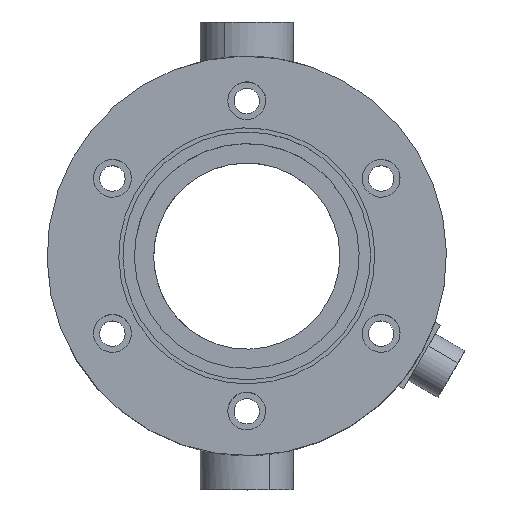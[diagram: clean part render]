
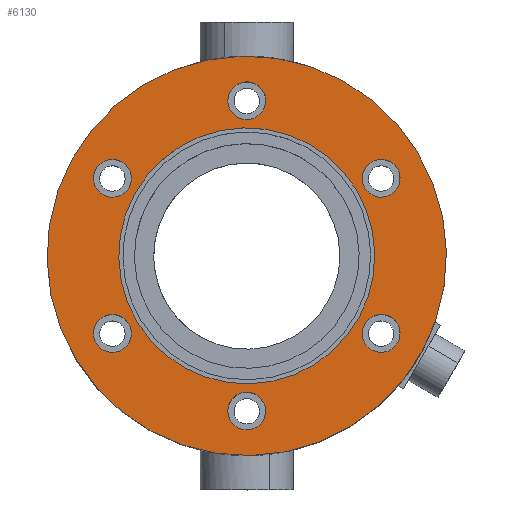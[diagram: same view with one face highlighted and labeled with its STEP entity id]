
A CAD part, top view. The second image highlights one B-rep face of the part: STEP entity #6130.
In plain terms, the highlighted planar face has unit normal (0, 0, 1).
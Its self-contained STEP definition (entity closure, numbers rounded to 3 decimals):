
#3610=CARTESIAN_POINT('',(39.193,71.742,185.8));
#3620=VERTEX_POINT('',#3610);
#3670=CARTESIAN_POINT('',(0.,0.,185.8));
#3680=DIRECTION('',(0.,0.,1.));
#3690=DIRECTION('',(-0.479,-0.878,0.));
#3700=AXIS2_PLACEMENT_3D('',#3670,#3680,#3690);
#3710=CIRCLE('',#3700,81.75);
#3720=CARTESIAN_POINT('',(-39.193,-71.742,185.8));
#3730=VERTEX_POINT('',#3720);
#3740=EDGE_CURVE('',#3620,#3730,#3710,.T.);
#4940=CARTESIAN_POINT('',(0.,81.75,185.8));
#4950=DIRECTION('',(0.,0.,-1.));
#4960=DIRECTION('',(1.,0.,0.));
#4970=AXIS2_PLACEMENT_3D('',#4940,#4950,#4960);
#4980=PLANE('',#4970);
#4990=ORIENTED_EDGE('',*,*,#3740,.T.);
#5000=EDGE_CURVE('',#3730,#3620,#3710,.T.);
#5010=ORIENTED_EDGE('',*,*,#5000,.T.);
#5020=EDGE_LOOP('',(#5010,#4990));
#5030=FACE_OUTER_BOUND('',#5020,.T.);
#5040=CARTESIAN_POINT('',(0.,0.,185.8));
#5050=DIRECTION('',(-0.,0.,-1.));
#5060=DIRECTION('',(-0.479,-0.878,0.));
#5070=AXIS2_PLACEMENT_3D('',#5040,#5050,#5060);
#5080=CIRCLE('',#5070,52.4);
#5090=CARTESIAN_POINT('',(-25.122,-45.985,185.8));
#5100=VERTEX_POINT('',#5090);
#5110=CARTESIAN_POINT('',(25.122,45.985,185.8));
#5120=VERTEX_POINT('',#5110);
#5130=EDGE_CURVE('',#5100,#5120,#5080,.T.);
#5140=ORIENTED_EDGE('',*,*,#5130,.T.);
#5150=EDGE_CURVE('',#5120,#5100,#5080,.T.);
#5160=ORIENTED_EDGE('',*,*,#5150,.T.);
#5170=EDGE_LOOP('',(#5160,#5140));
#5180=FACE_BOUND('',#5170,.T.);
#5190=CARTESIAN_POINT('',(54.993,31.75,185.8));
#5200=DIRECTION('',(-0.,0.,-1.));
#5210=DIRECTION('',(-1.,-0.024,0.));
#5220=AXIS2_PLACEMENT_3D('',#5190,#5200,#5210);
#5230=CIRCLE('',#5220,7.75);
#5240=CARTESIAN_POINT('',(47.245,31.567,185.8));
#5250=VERTEX_POINT('',#5240);
#5260=CARTESIAN_POINT('',(62.74,31.933,185.8));
#5270=VERTEX_POINT('',#5260);
#5280=EDGE_CURVE('',#5250,#5270,#5230,.T.);
#5290=ORIENTED_EDGE('',*,*,#5280,.T.);
#5300=EDGE_CURVE('',#5270,#5250,#5230,.T.);
#5310=ORIENTED_EDGE('',*,*,#5300,.T.);
#5320=EDGE_LOOP('',(#5310,#5290));
#5330=FACE_BOUND('',#5320,.T.);
#5340=CARTESIAN_POINT('',(54.993,-31.75,185.8));
#5350=DIRECTION('',(0.,0.,-1.));
#5360=DIRECTION('',(-0.52,0.854,0.));
#5370=AXIS2_PLACEMENT_3D('',#5340,#5350,#5360);
#5380=CIRCLE('',#5370,7.75);
#5390=CARTESIAN_POINT('',(50.96,-25.132,185.8));
#5400=VERTEX_POINT('',#5390);
#5410=CARTESIAN_POINT('',(59.025,-38.368,185.8));
#5420=VERTEX_POINT('',#5410);
#5430=EDGE_CURVE('',#5400,#5420,#5380,.T.);
#5440=ORIENTED_EDGE('',*,*,#5430,.T.);
#5450=EDGE_CURVE('',#5420,#5400,#5380,.T.);
#5460=ORIENTED_EDGE('',*,*,#5450,.T.);
#5470=EDGE_LOOP('',(#5460,#5440));
#5480=FACE_BOUND('',#5470,.T.);
#5490=CARTESIAN_POINT('',(0.,-63.5,185.8));
#5500=DIRECTION('',(0.,0.,-1.));
#5510=DIRECTION('',(0.479,0.878,0.));
#5520=AXIS2_PLACEMENT_3D('',#5490,#5500,#5510);
#5530=CIRCLE('',#5520,7.75);
#5540=CARTESIAN_POINT('',(3.716,-56.699,185.8));
#5550=VERTEX_POINT('',#5540);
#5560=CARTESIAN_POINT('',(-3.716,-70.301,185.8));
#5570=VERTEX_POINT('',#5560);
#5580=EDGE_CURVE('',#5550,#5570,#5530,.T.);
#5590=ORIENTED_EDGE('',*,*,#5580,.T.);
#5600=EDGE_CURVE('',#5570,#5550,#5530,.T.);
#5610=ORIENTED_EDGE('',*,*,#5600,.T.);
#5620=EDGE_LOOP('',(#5610,#5590));
#5630=FACE_BOUND('',#5620,.T.);
#5640=CARTESIAN_POINT('',(-54.993,-31.75,185.8));
#5650=DIRECTION('',(0.,0.,-1.));
#5660=DIRECTION('',(1.,0.024,0.));
#5670=AXIS2_PLACEMENT_3D('',#5640,#5650,#5660);
#5680=CIRCLE('',#5670,7.75);
#5690=CARTESIAN_POINT('',(-47.245,-31.567,185.8));
#5700=VERTEX_POINT('',#5690);
#5710=CARTESIAN_POINT('',(-62.74,-31.933,185.8));
#5720=VERTEX_POINT('',#5710);
#5730=EDGE_CURVE('',#5700,#5720,#5680,.T.);
#5740=ORIENTED_EDGE('',*,*,#5730,.T.);
#5750=EDGE_CURVE('',#5720,#5700,#5680,.T.);
#5760=ORIENTED_EDGE('',*,*,#5750,.T.);
#5770=EDGE_LOOP('',(#5760,#5740));
#5780=FACE_BOUND('',#5770,.T.);
#5790=CARTESIAN_POINT('',(-54.993,31.75,185.8));
#5800=DIRECTION('',(0.,0.,-1.));
#5810=DIRECTION('',(0.52,-0.854,0.));
#5820=AXIS2_PLACEMENT_3D('',#5790,#5800,#5810);
#5830=CIRCLE('',#5820,7.75);
#5840=CARTESIAN_POINT('',(-50.96,25.132,185.8));
#5850=VERTEX_POINT('',#5840);
#5860=CARTESIAN_POINT('',(-59.025,38.368,185.8));
#5870=VERTEX_POINT('',#5860);
#5880=EDGE_CURVE('',#5850,#5870,#5830,.T.);
#5890=ORIENTED_EDGE('',*,*,#5880,.T.);
#5900=EDGE_CURVE('',#5870,#5850,#5830,.T.);
#5910=ORIENTED_EDGE('',*,*,#5900,.T.);
#5920=EDGE_LOOP('',(#5910,#5890));
#5930=FACE_BOUND('',#5920,.T.);
#5940=CARTESIAN_POINT('',(0.,63.5,185.8));
#5950=DIRECTION('',(-0.,0.,-1.));
#5960=DIRECTION('',(-0.479,-0.878,0.));
#5970=AXIS2_PLACEMENT_3D('',#5940,#5950,#5960);
#5980=CIRCLE('',#5970,7.75);
#5990=CARTESIAN_POINT('',(3.716,70.301,185.8));
#6000=VERTEX_POINT('',#5990);
#6010=CARTESIAN_POINT('',(-3.716,56.699,185.8));
#6020=VERTEX_POINT('',#6010);
#6030=EDGE_CURVE('',#6000,#6020,#5980,.T.);
#6040=ORIENTED_EDGE('',*,*,#6030,.T.);
#6050=CARTESIAN_POINT('',(-7.75,63.5,185.8));
#6060=VERTEX_POINT('',#6050);
#6070=EDGE_CURVE('',#6060,#6000,#5980,.T.);
#6080=ORIENTED_EDGE('',*,*,#6070,.T.);
#6090=EDGE_CURVE('',#6020,#6060,#5980,.T.);
#6100=ORIENTED_EDGE('',*,*,#6090,.T.);
#6110=EDGE_LOOP('',(#6100,#6080,#6040));
#6120=FACE_BOUND('',#6110,.T.);
#6130=ADVANCED_FACE('',(#5030,#5180,#5330,#5480,#5630,#5780,#5930,#6120)
,#4980,.F.);
